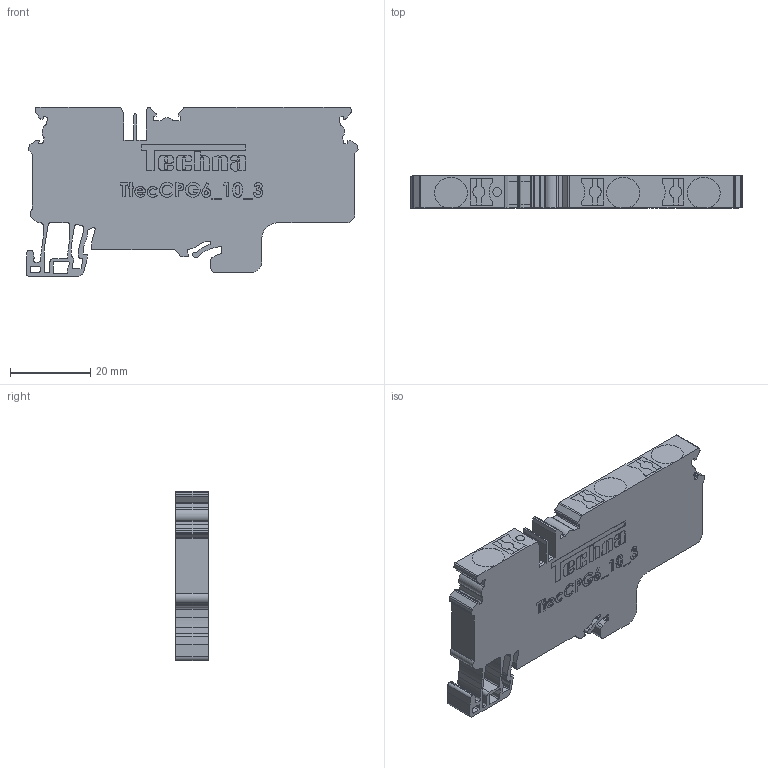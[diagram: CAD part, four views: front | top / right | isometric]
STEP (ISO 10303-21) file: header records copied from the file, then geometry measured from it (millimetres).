
FILE_DESCRIPTION (( 'STEP AP214' ), '1' );
FILE_NAME ('TtecCPG6_10_3.STEP', '2020-07-03T09:27:48', ( '' ), ( '' ), 'SwSTEP 2.0', 'SolidWorks 2020', '' );
FILE_SCHEMA (( 'AUTOMOTIVE_DESIGN' ));
Length unit declared in the file: millimetre
Products named in the file (1): TtecCPG6_10_3
Bounding box: 82.85 x 8 x 42.2 mm (x, y, z)
Volume: 21105.3 mm3; surface area: 8776.6 mm2
Topology: 1 solids, 1 shells, 914 faces, 2574 edges, 1716 vertices
Faces by surface type: plane 477, cylinder 293, bspline 144
Entity records: 43760 total; most frequent: CARTESIAN_POINT 14277, ORIENTED_EDGE 5148, DIRECTION 4414, EDGE_CURVE 2574, VERTEX_POINT 1716, LINE 1700, VECTOR 1700, AXIS2_PLACEMENT_3D 1357
